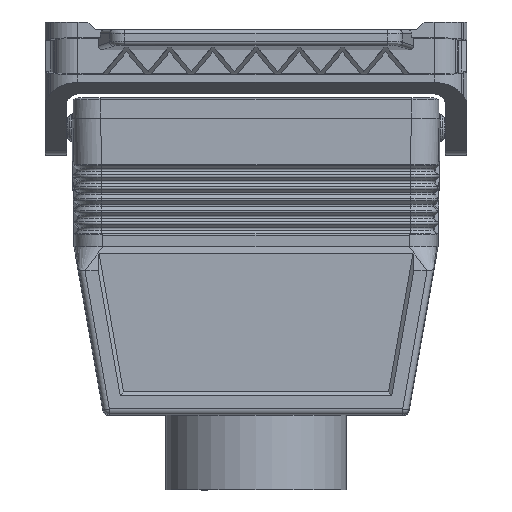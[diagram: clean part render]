
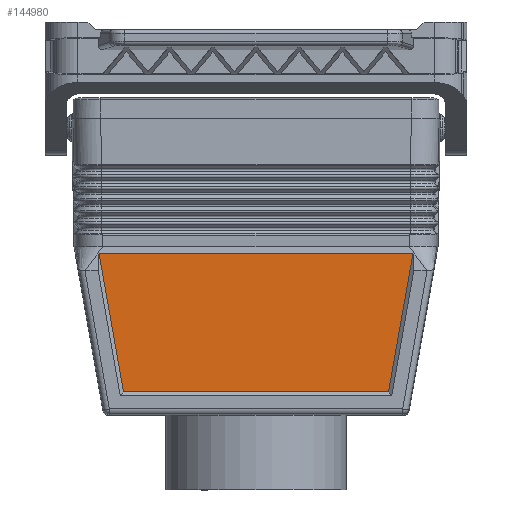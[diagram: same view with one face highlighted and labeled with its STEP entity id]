
A CAD part, front view. The second image highlights one B-rep face of the part: STEP entity #144980.
In plain terms, the highlighted face is planar.
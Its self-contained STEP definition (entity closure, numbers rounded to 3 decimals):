
#139120=CARTESIAN_POINT('',(417.083,-22.843,
34.87));
#139130=VERTEX_POINT('',#139120);
#139160=CARTESIAN_POINT('',(417.083,44.373,
34.87));
#139170=DIRECTION('',(0.,1.,0.));
#139180=VECTOR('',#139170,1.);
#139190=LINE('',#139160,#139180);
#139200=CARTESIAN_POINT('',(417.083,57.156,
34.87));
#139210=VERTEX_POINT('',#139200);
#139220=EDGE_CURVE('',#139130,#139210,#139190,.T.);
#144680=CARTESIAN_POINT('',(417.083,-12.317,
48.893));
#144690=DIRECTION('',(1.,0.,0.));
#144700=DIRECTION('',(0.,1.,0.));
#144710=AXIS2_PLACEMENT_3D('',#144680,#144690,#144700);
#144720=PLANE('',#144710);
#144730=CARTESIAN_POINT('',(417.083,-26.831,
12.233));
#144740=DIRECTION('',(0.,-0.174,
-0.985));
#144750=VECTOR('',#144740,1.);
#144760=LINE('',#144730,#144750);
#144770=CARTESIAN_POINT('',(417.083,-16.613,
70.233));
#144780=VERTEX_POINT('',#144770);
#144790=EDGE_CURVE('',#144780,#139130,#144760,.T.);
#144800=ORIENTED_EDGE('',*,*,#144790,.T.);
#144810=CARTESIAN_POINT('',(417.083,44.373,
70.233));
#144820=DIRECTION('',(0.,-1.,0.));
#144830=VECTOR('',#144820,1.);
#144840=LINE('',#144810,#144830);
#144850=CARTESIAN_POINT('',(417.083,50.926,
70.233));
#144860=VERTEX_POINT('',#144850);
#144870=EDGE_CURVE('',#144860,#144780,#144840,.T.);
#144880=ORIENTED_EDGE('',*,*,#144870,.T.);
#144890=CARTESIAN_POINT('',(417.083,61.144,
12.233));
#144900=DIRECTION('',(0.,0.174,
-0.985));
#144910=VECTOR('',#144900,1.);
#144920=LINE('',#144890,#144910);
#144930=EDGE_CURVE('',#144860,#139210,#144920,.T.);
#144940=ORIENTED_EDGE('',*,*,#144930,.F.);
#144950=ORIENTED_EDGE('',*,*,#139220,.T.);
#144960=EDGE_LOOP('',(#144950,#144940,#144880,#144800));
#144970=FACE_OUTER_BOUND('',#144960,.T.);
#144980=ADVANCED_FACE('',(#144970),#144720,.T.);
